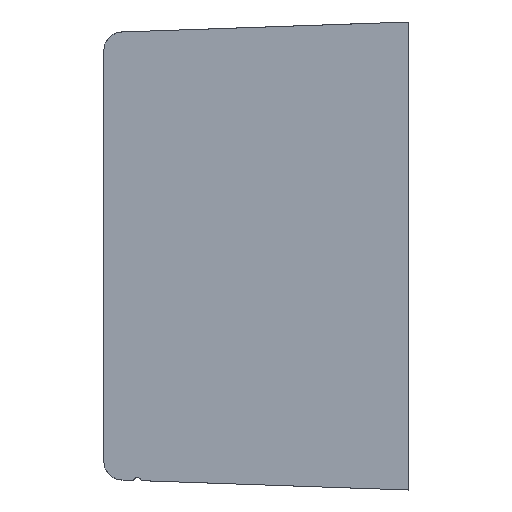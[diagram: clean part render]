
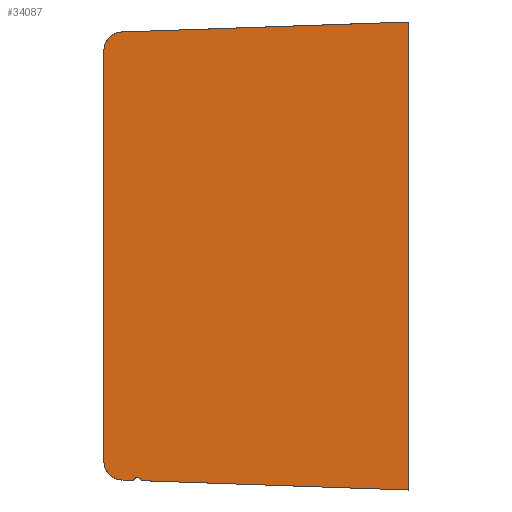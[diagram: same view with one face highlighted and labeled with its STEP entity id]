
A CAD part, left-side view. The second image highlights one B-rep face of the part: STEP entity #34087.
In plain terms, the highlighted planar face has unit normal (1, 0, 0).
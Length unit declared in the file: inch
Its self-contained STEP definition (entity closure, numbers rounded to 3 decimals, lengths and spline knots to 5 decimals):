
#388 = EDGE_CURVE ( 'NONE', #16561, #15651, #11868, .T. ) ;
#1776 = LINE ( 'NONE', #49151, #12456 ) ;
#3067 = DIRECTION ( 'NONE',  ( 0., -1., 0. ) ) ;
#3602 = DIRECTION ( 'NONE',  ( 0., 0.999, 0.035 ) ) ;
#4232 = VECTOR ( 'NONE', #35245, 39.37008 ) ;
#5433 = CARTESIAN_POINT ( 'NONE',  ( -0.9935, 2.93311, -2.39757 ) ) ;
#5799 = FACE_OUTER_BOUND ( 'NONE', #25283, .T. ) ;
#6279 = DIRECTION ( 'NONE',  ( 0., -0.999, 0.035 ) ) ;
#7513 = DIRECTION ( 'NONE',  ( 1., 0., 0. ) ) ;
#8816 = LINE ( 'NONE', #17152, #36326 ) ;
#9750 = ORIENTED_EDGE ( 'NONE', *, *, #12623, .T. ) ;
#10307 = CARTESIAN_POINT ( 'NONE',  ( -0.9935, 0., -2.5 ) ) ;
#10464 = EDGE_CURVE ( 'NONE', #15651, #14364, #1776, .T. ) ;
#10733 = LINE ( 'NONE', #50546, #4232 ) ;
#11868 = CIRCLE ( 'NONE', #35642, 0.2 ) ;
#11901 = CARTESIAN_POINT ( 'NONE',  ( -0.9935, 3.05, -2.19337 ) ) ;
#12008 = ORIENTED_EDGE ( 'NONE', *, *, #12157, .T. ) ;
#12157 = EDGE_CURVE ( 'NONE', #14364, #30790, #8816, .T. ) ;
#12456 = VECTOR ( 'NONE', #6279, 39.37008 ) ;
#12623 = EDGE_CURVE ( 'NONE', #30790, #23142, #21729, .T. ) ;
#14364 = VERTEX_POINT ( 'NONE', #29556 ) ;
#14663 = ORIENTED_EDGE ( 'NONE', *, *, #19121, .T. ) ;
#15651 = VERTEX_POINT ( 'NONE', #19332 ) ;
#15904 = DIRECTION ( 'NONE',  ( 0., 0., -1. ) ) ;
#16561 = VERTEX_POINT ( 'NONE', #47118 ) ;
#16810 = CARTESIAN_POINT ( 'NONE',  ( -0.9935, 2.84799, -2.40055 ) ) ;
#16831 = DIRECTION ( 'NONE',  ( 0., 0., -1. ) ) ;
#17089 = CARTESIAN_POINT ( 'NONE',  ( -0.9935, 3.05698, -2.39325 ) ) ;
#17152 = CARTESIAN_POINT ( 'NONE',  ( -0.9935, 0., 2.5 ) ) ;
#17443 = CARTESIAN_POINT ( 'NONE',  ( -0.9935, 0., -2.5 ) ) ;
#18285 = ORIENTED_EDGE ( 'NONE', *, *, #20347, .T. ) ;
#18561 = DIRECTION ( 'NONE',  ( 0., 0., -1. ) ) ;
#18596 = DIRECTION ( 'NONE',  ( 1., 0., 0. ) ) ;
#18831 = CARTESIAN_POINT ( 'NONE',  ( -0.9935, 3.05, 2.19337 ) ) ;
#18972 = AXIS2_PLACEMENT_3D ( 'NONE', #11901, #39522, #15904 ) ;
#19121 = EDGE_CURVE ( 'NONE', #36883, #26958, #20318, .T. ) ;
#19332 = CARTESIAN_POINT ( 'NONE',  ( -0.9935, 3.05698, 2.39325 ) ) ;
#20318 = CIRCLE ( 'NONE', #18972, 0.2 ) ;
#20347 = EDGE_CURVE ( 'NONE', #31311, #36883, #32816, .T. ) ;
#21729 = LINE ( 'NONE', #10307, #37731 ) ;
#23142 = VERTEX_POINT ( 'NONE', #16810 ) ;
#24340 = ORIENTED_EDGE ( 'NONE', *, *, #46567, .T. ) ;
#25283 = EDGE_LOOP ( 'NONE', ( #12008, #9750, #24340, #18285, #14663, #34391, #38576, #38372 ) ) ;
#26122 = AXIS2_PLACEMENT_3D ( 'NONE', #31296, #7513, #35197 ) ;
#26915 = DIRECTION ( 'NONE',  ( -1., 0., 0. ) ) ;
#26958 = VERTEX_POINT ( 'NONE', #43565 ) ;
#27121 = DIRECTION ( 'NONE',  ( 0., 0.999, 0.035 ) ) ;
#29556 = CARTESIAN_POINT ( 'NONE',  ( -0.9935, 0., 2.5 ) ) ;
#30160 = VECTOR ( 'NONE', #27121, 39.37008 ) ;
#30790 = VERTEX_POINT ( 'NONE', #17443 ) ;
#31296 = CARTESIAN_POINT ( 'NONE',  ( -0.9935, 3.25, 2.5 ) ) ;
#31311 = VERTEX_POINT ( 'NONE', #5433 ) ;
#31628 = CARTESIAN_POINT ( 'NONE',  ( -0.9935, 2.93311, -2.39757 ) ) ;
#32816 = LINE ( 'NONE', #31628, #30160 ) ;
#34087 = ADVANCED_FACE ( 'NONE', ( #5799 ), #46091, .T. ) ;
#34391 = ORIENTED_EDGE ( 'NONE', *, *, #40442, .T. ) ;
#35197 = DIRECTION ( 'NONE',  ( 0., 1., 0. ) ) ;
#35245 = DIRECTION ( 'NONE',  ( 0., 0., 1. ) ) ;
#35642 = AXIS2_PLACEMENT_3D ( 'NONE', #18831, #18596, #18561 ) ;
#36326 = VECTOR ( 'NONE', #16831, 39.37008 ) ;
#36883 = VERTEX_POINT ( 'NONE', #17089 ) ;
#37731 = VECTOR ( 'NONE', #3602, 39.37008 ) ;
#38372 = ORIENTED_EDGE ( 'NONE', *, *, #10464, .T. ) ;
#38576 = ORIENTED_EDGE ( 'NONE', *, *, #388, .T. ) ;
#38860 = CIRCLE ( 'NONE', #40593, 0.045 ) ;
#39522 = DIRECTION ( 'NONE',  ( 1., 0., 0. ) ) ;
#40442 = EDGE_CURVE ( 'NONE', #26958, #16561, #10733, .T. ) ;
#40593 = AXIS2_PLACEMENT_3D ( 'NONE', #50123, #26915, #3067 ) ;
#43565 = CARTESIAN_POINT ( 'NONE',  ( -0.9935, 3.25, -2.19337 ) ) ;
#46091 = PLANE ( 'NONE',  #26122 ) ;
#46567 = EDGE_CURVE ( 'NONE', #23142, #31311, #38860, .T. ) ;
#47118 = CARTESIAN_POINT ( 'NONE',  ( -0.9935, 3.25, 2.19337 ) ) ;
#49151 = CARTESIAN_POINT ( 'NONE',  ( -0.9935, 3.05698, 2.39325 ) ) ;
#50123 = CARTESIAN_POINT ( 'NONE',  ( -0.9935, 2.89106, -2.41359 ) ) ;
#50546 = CARTESIAN_POINT ( 'NONE',  ( -0.9935, 3.25, 2.5 ) ) ;
